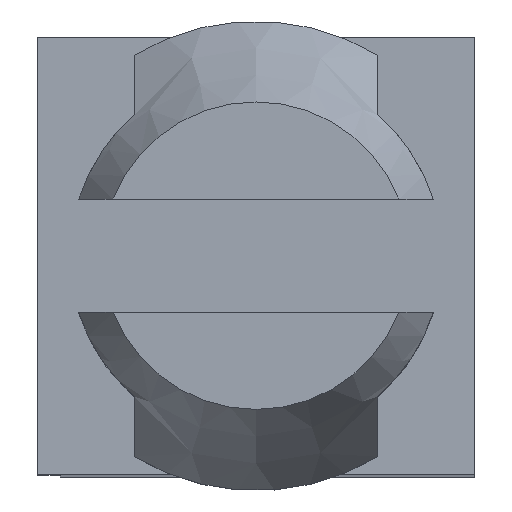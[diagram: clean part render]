
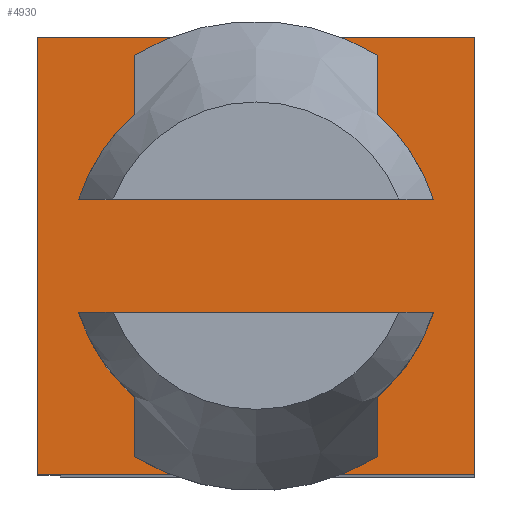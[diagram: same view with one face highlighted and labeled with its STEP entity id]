
A CAD part, top view. The second image highlights one B-rep face of the part: STEP entity #4930.
In plain terms, the highlighted face is planar.
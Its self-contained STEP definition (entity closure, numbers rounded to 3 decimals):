
#60=CARTESIAN_POINT('',(0.,2.5,1.909));
#70=DIRECTION('',(-0.707,-0.,-0.707));
#80=VECTOR('',#70,1.);
#90=LINE('',#60,#80);
#100=CARTESIAN_POINT('',(0.,2.5,1.909));
#110=VERTEX_POINT('',#100);
#120=CARTESIAN_POINT('',(-1.909,2.5,0.));
#130=VERTEX_POINT('',#120);
#140=EDGE_CURVE('',#110,#130,#90,.T.);
#3280=CARTESIAN_POINT('',(1.022,2.5,-0.527));
#3290=VERTEX_POINT('',#3280);
#3320=CARTESIAN_POINT('',(0.495,2.5,0.));
#3330=DIRECTION('',(-0.707,0.,0.707));
#3340=VECTOR('',#3330,1.);
#3350=LINE('',#3320,#3340);
#3360=CARTESIAN_POINT('',(-0.527,2.5,1.022));
#3370=VERTEX_POINT('',#3360);
#3380=EDGE_CURVE('',#3290,#3370,#3350,.T.);
#4140=CARTESIAN_POINT('',(0.,2.5,-1.909));
#4150=VERTEX_POINT('',#4140);
#4200=CARTESIAN_POINT('',(-1.909,2.5,0.));
#4210=DIRECTION('',(-0.707,-0.,0.707));
#4220=VECTOR('',#4210,1.);
#4230=LINE('',#4200,#4220);
#4240=EDGE_CURVE('',#4150,#130,#4230,.T.);
#4380=CARTESIAN_POINT('',(1.909,2.5,0.));
#4390=VERTEX_POINT('',#4380);
#4440=CARTESIAN_POINT('',(0.,2.5,-1.909));
#4450=DIRECTION('',(0.707,-0.,0.707));
#4460=VECTOR('',#4450,1.);
#4470=LINE('',#4440,#4460);
#4480=EDGE_CURVE('',#4150,#4390,#4470,.T.);
#4530=CARTESIAN_POINT('',(0.,2.5,0.)
);
#4540=DIRECTION('',(0.,1.,0.));
#4550=DIRECTION('',(0.,0.,-1.));
#4560=AXIS2_PLACEMENT_3D('',#4530,#4540,#4550);
#4570=PLANE('',#4560);
#4580=CARTESIAN_POINT('',(0.,2.5,
0.));
#4590=DIRECTION('',(0.,-1.,0.));
#4600=DIRECTION('',(0.707,0.,
0.707));
#4610=AXIS2_PLACEMENT_3D('',#4580,#4590,#4600);
#4620=CIRCLE('',#4610,1.15);
#4630=EDGE_CURVE('',#3290,#3370,#4620,.T.);
#4640=ORIENTED_EDGE('',*,*,#4630,.F.);
#4650=ORIENTED_EDGE('',*,*,#3380,.T.);
#4660=EDGE_LOOP('',(#4650,#4640));
#4670=FACE_BOUND('',#4660,.T.);
#4680=CARTESIAN_POINT('',(-1.022,2.5,0.527));
#4690=VERTEX_POINT('',#4680);
#4700=CARTESIAN_POINT('',(0.527,2.5,-1.022));
#4710=VERTEX_POINT('',#4700);
#4720=EDGE_CURVE('',#4690,#4710,#4620,.T.);
#4730=ORIENTED_EDGE('',*,*,#4720,.F.);
#4740=CARTESIAN_POINT('',(-0.495,2.5,0.));
#4750=DIRECTION('',(0.707,0.,-0.707));
#4760=VECTOR('',#4750,1.);
#4770=LINE('',#4740,#4760);
#4780=EDGE_CURVE('',#4690,#4710,#4770,.T.);
#4790=ORIENTED_EDGE('',*,*,#4780,.T.);
#4800=EDGE_LOOP('',(#4790,#4730));
#4810=FACE_BOUND('',#4800,.T.);
#4820=ORIENTED_EDGE('',*,*,#4480,.T.);
#4830=ORIENTED_EDGE('',*,*,#4240,.F.);
#4840=ORIENTED_EDGE('',*,*,#140,.T.);
#4850=CARTESIAN_POINT('',(1.909,2.5,0.));
#4860=DIRECTION('',(-0.707,-0.,0.707));
#4870=VECTOR('',#4860,1.);
#4880=LINE('',#4850,#4870);
#4890=EDGE_CURVE('',#4390,#110,#4880,.T.);
#4900=ORIENTED_EDGE('',*,*,#4890,.T.);
#4910=EDGE_LOOP('',(#4900,#4840,#4830,#4820));
#4920=FACE_OUTER_BOUND('',#4910,.T.);
#4930=ADVANCED_FACE('',(#4670,#4810,#4920),#4570,.F.);
